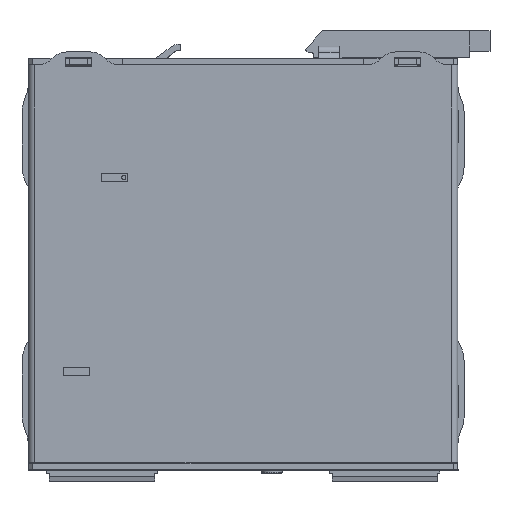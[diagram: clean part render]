
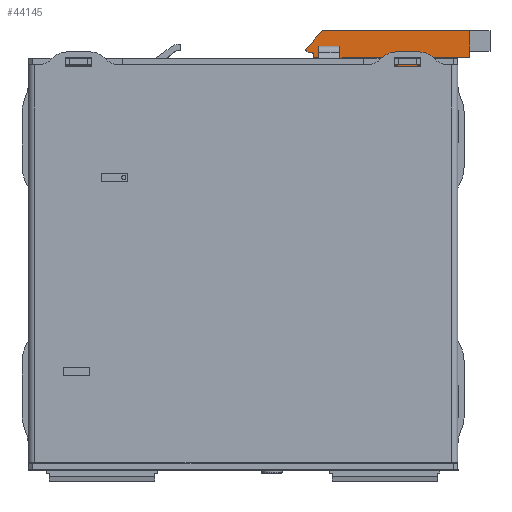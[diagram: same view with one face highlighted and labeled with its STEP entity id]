
A CAD part, top view. The second image highlights one B-rep face of the part: STEP entity #44145.
In plain terms, the highlighted face is planar.
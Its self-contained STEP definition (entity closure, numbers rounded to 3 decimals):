
#1626=CIRCLE('',#48212,1.69);
#5139=FACE_OUTER_BOUND('',#7916,.T.);
#7916=EDGE_LOOP('',(#39448,#39449,#39450,#39451,#39452,#39453,#39454,#39455,
#39456,#39457,#39458,#39459,#39460,#39461,#39462,#39463));
#12418=LINE('',#73875,#17116);
#12421=LINE('',#73881,#17119);
#12424=LINE('',#73887,#17122);
#12432=LINE('',#73907,#17130);
#12450=LINE('',#73942,#17148);
#12474=LINE('',#73988,#17172);
#12475=LINE('',#73990,#17173);
#12476=LINE('',#73992,#17174);
#12477=LINE('',#73994,#17175);
#12478=LINE('',#73996,#17176);
#12479=LINE('',#73998,#17177);
#12480=LINE('',#74000,#17178);
#12481=LINE('',#74002,#17179);
#12482=LINE('',#74004,#17180);
#12483=LINE('',#74005,#17181);
#17116=VECTOR('',#59582,1.);
#17119=VECTOR('',#59587,1.38);
#17122=VECTOR('',#59592,0.842);
#17130=VECTOR('',#59608,5.828);
#17148=VECTOR('',#59632,36.);
#17172=VECTOR('',#59658,2.);
#17173=VECTOR('',#59659,3.5);
#17174=VECTOR('',#59660,5.);
#17175=VECTOR('',#59661,3.5);
#17176=VECTOR('',#59662,13.5);
#17177=VECTOR('',#59663,3.5);
#17178=VECTOR('',#59664,5.);
#17179=VECTOR('',#59665,3.5);
#17180=VECTOR('',#59666,12.65);
#17181=VECTOR('',#59667,6.5);
#21227=VERTEX_POINT('',#73872);
#21228=VERTEX_POINT('',#73874);
#21230=VERTEX_POINT('',#73880);
#21232=VERTEX_POINT('',#73886);
#21234=VERTEX_POINT('',#73892);
#21240=VERTEX_POINT('',#73906);
#21254=VERTEX_POINT('',#73941);
#21275=VERTEX_POINT('',#73987);
#21276=VERTEX_POINT('',#73989);
#21277=VERTEX_POINT('',#73991);
#21278=VERTEX_POINT('',#73993);
#21279=VERTEX_POINT('',#73995);
#21280=VERTEX_POINT('',#73997);
#21281=VERTEX_POINT('',#73999);
#21282=VERTEX_POINT('',#74001);
#21283=VERTEX_POINT('',#74003);
#27311=EDGE_CURVE('',#21228,#21227,#12418,.T.);
#27314=EDGE_CURVE('',#21230,#21228,#12421,.T.);
#27317=EDGE_CURVE('',#21232,#21230,#12424,.T.);
#27320=EDGE_CURVE('',#21234,#21232,#1626,.T.);
#27327=EDGE_CURVE('',#21240,#21234,#12432,.T.);
#27345=EDGE_CURVE('',#21254,#21240,#12450,.T.);
#27369=EDGE_CURVE('',#21227,#21275,#12474,.T.);
#27370=EDGE_CURVE('',#21275,#21276,#12475,.T.);
#27371=EDGE_CURVE('',#21277,#21276,#12476,.T.);
#27372=EDGE_CURVE('',#21278,#21277,#12477,.T.);
#27373=EDGE_CURVE('',#21278,#21279,#12478,.T.);
#27374=EDGE_CURVE('',#21279,#21280,#12479,.T.);
#27375=EDGE_CURVE('',#21281,#21280,#12480,.T.);
#27376=EDGE_CURVE('',#21282,#21281,#12481,.T.);
#27377=EDGE_CURVE('',#21282,#21283,#12482,.T.);
#27378=EDGE_CURVE('',#21283,#21254,#12483,.T.);
#39448=ORIENTED_EDGE('',*,*,#27327,.T.);
#39449=ORIENTED_EDGE('',*,*,#27320,.T.);
#39450=ORIENTED_EDGE('',*,*,#27317,.T.);
#39451=ORIENTED_EDGE('',*,*,#27314,.T.);
#39452=ORIENTED_EDGE('',*,*,#27311,.T.);
#39453=ORIENTED_EDGE('',*,*,#27369,.T.);
#39454=ORIENTED_EDGE('',*,*,#27370,.T.);
#39455=ORIENTED_EDGE('',*,*,#27371,.F.);
#39456=ORIENTED_EDGE('',*,*,#27372,.F.);
#39457=ORIENTED_EDGE('',*,*,#27373,.T.);
#39458=ORIENTED_EDGE('',*,*,#27374,.T.);
#39459=ORIENTED_EDGE('',*,*,#27375,.F.);
#39460=ORIENTED_EDGE('',*,*,#27376,.F.);
#39461=ORIENTED_EDGE('',*,*,#27377,.T.);
#39462=ORIENTED_EDGE('',*,*,#27378,.T.);
#39463=ORIENTED_EDGE('',*,*,#27345,.T.);
#41432=PLANE('',#48217);
#44145=ADVANCED_FACE('',(#5139),#41432,.T.);
#48212=AXIS2_PLACEMENT_3D('',#73893,#59598,#59599);
#48217=AXIS2_PLACEMENT_3D('',#73986,#59656,#59657);
#59582=DIRECTION('',(0.,0.,1.));
#59587=DIRECTION('',(-0.982,0.,0.191));
#59592=DIRECTION('',(-0.766,0.,0.643));
#59598=DIRECTION('center_axis',(0.,-1.,0.));
#59599=DIRECTION('ref_axis',(0.743,0.,-0.669));
#59608=DIRECTION('',(0.669,0.,0.743));
#59632=DIRECTION('',(1.,0.,0.));
#59656=DIRECTION('center_axis',(0.,-1.,0.));
#59657=DIRECTION('ref_axis',(0.,0.,-1.));
#59658=DIRECTION('',(-1.,0.,0.));
#59659=DIRECTION('',(0.,0.,1.));
#59660=DIRECTION('',(1.,0.,0.));
#59661=DIRECTION('',(0.,0.,1.));
#59662=DIRECTION('',(-1.,0.,0.));
#59663=DIRECTION('',(0.,0.,1.));
#59664=DIRECTION('',(1.,0.,0.));
#59665=DIRECTION('',(0.,0.,1.));
#59666=DIRECTION('',(-1.,0.,0.));
#59667=DIRECTION('',(0.,0.,-1.));
#73872=CARTESIAN_POINT('',(20.575,-10.,0.));
#73874=CARTESIAN_POINT('',(20.575,-10.,-1.));
#73875=CARTESIAN_POINT('',(20.575,-10.,-1.));
#73880=CARTESIAN_POINT('',(21.93,-10.,-1.263));
#73881=CARTESIAN_POINT('',(21.93,-10.,-1.263));
#73886=CARTESIAN_POINT('',(22.575,-10.,-1.805));
#73887=CARTESIAN_POINT('',(22.575,-10.,-1.805));
#73892=CARTESIAN_POINT('',(22.325,-10.,-2.169));
#73893=CARTESIAN_POINT('Origin',(21.069,-10.,-1.037));
#73906=CARTESIAN_POINT('',(18.425,-10.,-6.5));
#73907=CARTESIAN_POINT('',(18.425,-10.,-6.5));
#73941=CARTESIAN_POINT('',(-17.575,-10.,-6.5));
#73942=CARTESIAN_POINT('',(-17.575,-10.,-6.5));
#73986=CARTESIAN_POINT('Origin',(-22.575,-10.,0.));
#73987=CARTESIAN_POINT('',(18.575,-10.,0.));
#73988=CARTESIAN_POINT('',(20.575,-10.,0.));
#73989=CARTESIAN_POINT('',(18.575,-10.,3.5));
#73990=CARTESIAN_POINT('',(18.575,-10.,0.));
#73991=CARTESIAN_POINT('',(13.575,-10.,3.5));
#73992=CARTESIAN_POINT('',(13.575,-10.,3.5));
#73993=CARTESIAN_POINT('',(13.575,-10.,0.));
#73994=CARTESIAN_POINT('',(13.575,-10.,0.));
#73995=CARTESIAN_POINT('',(0.075,-10.,0.));
#73996=CARTESIAN_POINT('',(13.575,-10.,0.));
#73997=CARTESIAN_POINT('',(0.075,-10.,3.5));
#73998=CARTESIAN_POINT('',(0.075,-10.,0.));
#73999=CARTESIAN_POINT('',(-4.925,-10.,3.5));
#74000=CARTESIAN_POINT('',(-4.925,-10.,3.5));
#74001=CARTESIAN_POINT('',(-4.925,-10.,0.));
#74002=CARTESIAN_POINT('',(-4.925,-10.,0.));
#74003=CARTESIAN_POINT('',(-17.575,-10.,0.));
#74004=CARTESIAN_POINT('',(-4.925,-10.,0.));
#74005=CARTESIAN_POINT('',(-17.575,-10.,0.));
